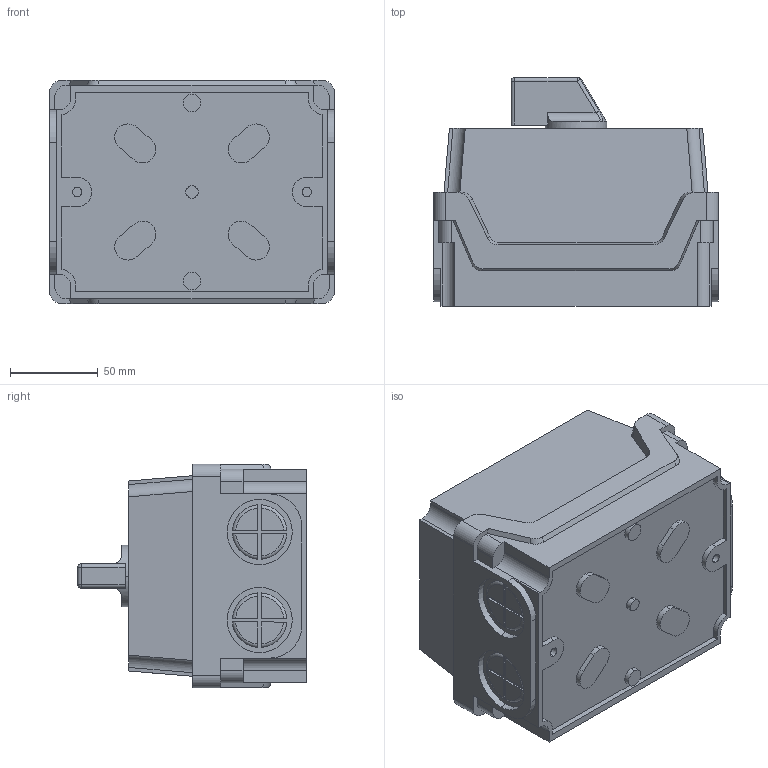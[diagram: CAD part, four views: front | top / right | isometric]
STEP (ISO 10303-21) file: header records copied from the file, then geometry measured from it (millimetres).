
FILE_DESCRIPTION (( 'STEP AP203' ), '1' );
FILE_NAME ('Ñáîðêà25.STEP', '2015-12-10T08:24:16', ( '' ), ( '' ), 'SwSTEP 2.0', 'SolidWorks 2012', '' );
FILE_SCHEMA (( 'CONFIG_CONTROL_DESIGN' ));
Length unit declared in the file: millimetre
Products named in the file (3): 栖闉罻25; Ðóêîÿòêà 214; OptiSwitch 4G10-93-PK-R114
Assembly tree (2 placements, depth 2):
  栖闉罻25
    OptiSwitch 4G10-93-PK-R114
    Ðóêîÿòêà 214
Bounding box: 162 x 130 x 127 mm (x, y, z)
Volume: 1762205.7 mm3; surface area: 114599.6 mm2
Topology: 2 solids, 11 shells, 349 faces, 854 edges, 562 vertices
Faces by surface type: plane 218, cylinder 108, torus 16, sphere 4, bspline 3
Entity records: 11007 total; most frequent: CARTESIAN_POINT 2477, ORIENTED_EDGE 1700, DIRECTION 1697, EDGE_CURVE 850, AXIS2_PLACEMENT_3D 576, VERTEX_POINT 562, VECTOR 545, LINE 545
